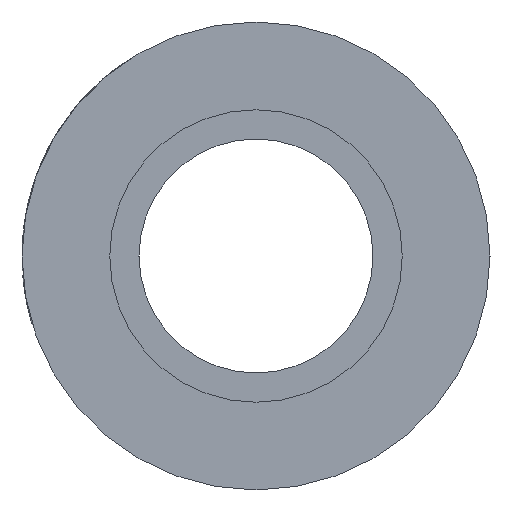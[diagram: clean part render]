
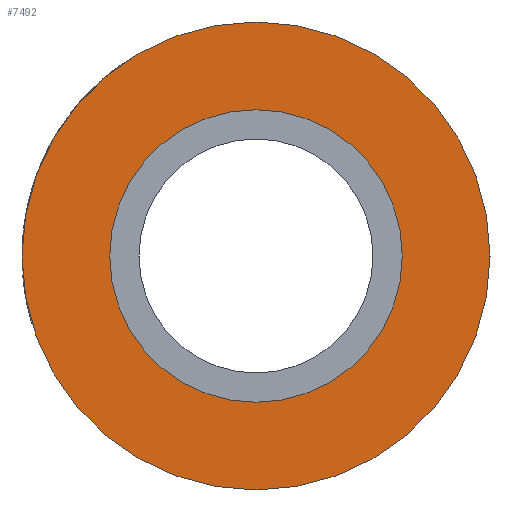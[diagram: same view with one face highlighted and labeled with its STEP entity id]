
A CAD part, left-side view. The second image highlights one B-rep face of the part: STEP entity #7492.
In plain terms, the highlighted planar face has unit normal (-1, 0, 0).
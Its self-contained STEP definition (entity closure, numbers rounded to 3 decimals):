
#55 = ORIENTED_EDGE ( 'NONE', *, *, #537, .F. ) ;
#283 = DIRECTION ( 'NONE',  ( -1., 0., 0. ) ) ;
#338 = CARTESIAN_POINT ( 'NONE',  ( 0., 0., 0. ) ) ;
#537 = EDGE_CURVE ( 'NONE', #2780, #3236, #1182, .T. ) ;
#682 = CARTESIAN_POINT ( 'NONE',  ( 0., 0., 10. ) ) ;
#763 = CIRCLE ( 'NONE', #1851, 16. ) ;
#776 = DIRECTION ( 'NONE',  ( 0., 0., -1. ) ) ;
#795 = DIRECTION ( 'NONE',  ( 0., 0., 1. ) ) ;
#842 = EDGE_CURVE ( 'NONE', #5809, #4371, #763, .T. ) ;
#1182 = CIRCLE ( 'NONE', #3956, 10. ) ;
#1256 = CARTESIAN_POINT ( 'NONE',  ( 0., 0., 0. ) ) ;
#1259 = DIRECTION ( 'NONE',  ( -1., 0., 0. ) ) ;
#1851 = AXIS2_PLACEMENT_3D ( 'NONE', #8230, #1259, #2002 ) ;
#1887 = ORIENTED_EDGE ( 'NONE', *, *, #7329, .F. ) ;
#2002 = DIRECTION ( 'NONE',  ( 0., 0., 1. ) ) ;
#2038 = CARTESIAN_POINT ( 'NONE',  ( 0., 0., 0. ) ) ;
#2068 = CARTESIAN_POINT ( 'NONE',  ( 0., 0., 16. ) ) ;
#2115 = DIRECTION ( 'NONE',  ( 0., 0., 1. ) ) ;
#2181 = CARTESIAN_POINT ( 'NONE',  ( 0., 0., -10. ) ) ;
#2780 = VERTEX_POINT ( 'NONE', #682 ) ;
#2789 = CIRCLE ( 'NONE', #6804, 16. ) ;
#3236 = VERTEX_POINT ( 'NONE', #2181 ) ;
#3569 = AXIS2_PLACEMENT_3D ( 'NONE', #1256, #3937, #2115 ) ;
#3937 = DIRECTION ( 'NONE',  ( -1., 0., 0. ) ) ;
#3956 = AXIS2_PLACEMENT_3D ( 'NONE', #338, #6151, #5477 ) ;
#3960 = CIRCLE ( 'NONE', #3569, 10. ) ;
#3990 = ORIENTED_EDGE ( 'NONE', *, *, #4880, .T. ) ;
#4371 = VERTEX_POINT ( 'NONE', #2068 ) ;
#4379 = ORIENTED_EDGE ( 'NONE', *, *, #842, .T. ) ;
#4655 = FACE_BOUND ( 'NONE', #7974, .T. ) ;
#4710 = CARTESIAN_POINT ( 'NONE',  ( 0., 0., 0. ) ) ;
#4880 = EDGE_CURVE ( 'NONE', #4371, #5809, #2789, .T. ) ;
#5237 = FACE_OUTER_BOUND ( 'NONE', #6396, .T. ) ;
#5477 = DIRECTION ( 'NONE',  ( 0., 0., 1. ) ) ;
#5809 = VERTEX_POINT ( 'NONE', #7716 ) ;
#6151 = DIRECTION ( 'NONE',  ( -1., 0., 0. ) ) ;
#6396 = EDGE_LOOP ( 'NONE', ( #3990, #4379 ) ) ;
#6428 = PLANE ( 'NONE',  #6784 ) ;
#6784 = AXIS2_PLACEMENT_3D ( 'NONE', #2038, #7128, #776 ) ;
#6804 = AXIS2_PLACEMENT_3D ( 'NONE', #4710, #283, #795 ) ;
#7128 = DIRECTION ( 'NONE',  ( 1., 0., 0. ) ) ;
#7329 = EDGE_CURVE ( 'NONE', #3236, #2780, #3960, .T. ) ;
#7492 = ADVANCED_FACE ( 'NONE', ( #4655, #5237 ), #6428, .F. ) ;
#7716 = CARTESIAN_POINT ( 'NONE',  ( 0., 0., -16. ) ) ;
#7974 = EDGE_LOOP ( 'NONE', ( #55, #1887 ) ) ;
#8230 = CARTESIAN_POINT ( 'NONE',  ( 0., 0., 0. ) ) ;
